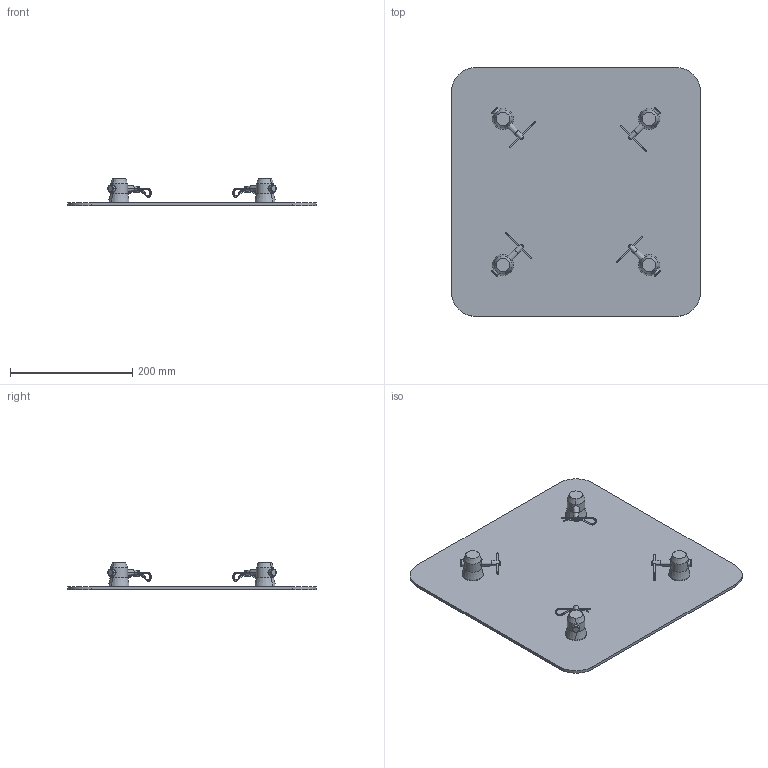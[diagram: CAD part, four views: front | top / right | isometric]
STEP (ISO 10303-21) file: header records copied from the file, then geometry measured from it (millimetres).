
FILE_DESCRIPTION(/* description */ (''),/* implementation_level */ '2;1');
FILE_NAME(/* name */ 'SQ-4137H.stp',/* time_stamp */ '2021-03-03T10:33:24-08:00',/* author */ ('TheDanny'),/* organization */ (''),/* preprocessor_version */ 'ST-DEVELOPER v18.1',/* originating_system */ 'Autodesk Inventor 2021',/* authorisation */ '');
FILE_SCHEMA (('AUTOMOTIVE_DESIGN { 1 0 10303 214 3 1 1 }'));
Length unit declared in the file: inch
Products named in the file (18): SQ-4137H; SQ-4137H1; SQ-4137H2; SQ-4137H3; SQ-4137H4; SQ-4137H5; SQ-4137H6; SQ-4137H7; SQ-4137H8; SQ-4137H9; SQ-4137H10; SQ-4137H11; SQ-4137H12; SQ-4137H13; SQ-4137H14; SQ-4137H15; SQ-4137H16; SQ-4137H17
Assembly tree (17 placements, depth 2):
  SQ-4137H
    SQ-4137H1
    SQ-4137H2
    SQ-4137H3
    SQ-4137H4
    SQ-4137H5
    SQ-4137H6
    SQ-4137H7
    SQ-4137H8
    SQ-4137H9
    SQ-4137H10
    SQ-4137H11
    SQ-4137H12
    SQ-4137H13
    SQ-4137H14
    SQ-4137H15
    SQ-4137H16
    SQ-4137H17
Bounding box: 406.4 x 406.4 x 45.25 mm (x, y, z)
Volume: 896528 mm3; surface area: 378195.7 mm2
Topology: 17 solids, 17 shells, 510 faces, 1144 edges, 652 vertices
Faces by surface type: cone 244, cylinder 132, plane 70, torus 56, bspline 8
Entity records: 21897 total; most frequent: CARTESIAN_POINT 10205, DIRECTION 2478, ORIENTED_EDGE 2272, EDGE_CURVE 1136, AXIS2_PLACEMENT_3D 997, VERTEX_POINT 652, EDGE_LOOP 526, FACE_OUTER_BOUND 510
